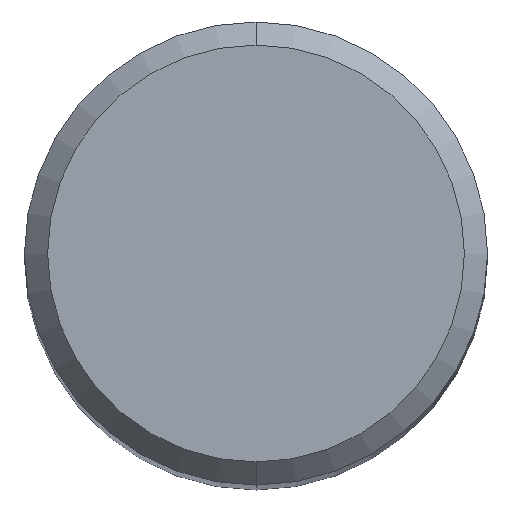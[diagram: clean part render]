
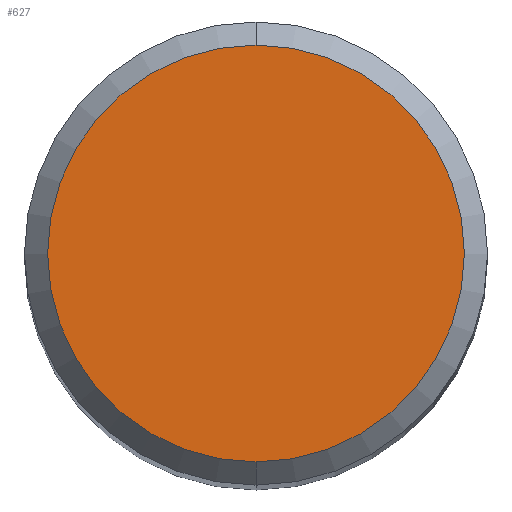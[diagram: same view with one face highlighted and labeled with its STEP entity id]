
A CAD part, top view. The second image highlights one B-rep face of the part: STEP entity #627.
In plain terms, the highlighted planar face has unit normal (0, 0, 1).
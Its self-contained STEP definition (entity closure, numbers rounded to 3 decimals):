
#445=VERTEX_POINT('',#1119);
#467=EDGE_CURVE('',#899,#445,#1145,.T.);
#579=EDGE_CURVE('',#445,#899,#1264,.T.);
#627=ADVANCED_FACE('',(#1316),#1317,.T.);
#899=VERTEX_POINT('',#1610);
#1119=CARTESIAN_POINT('',(0.0,3.6,0.0));
#1145=CIRCLE('',#4025,3.6);
#1264=CIRCLE('',#6354,3.6);
#1316=FACE_OUTER_BOUND('',#7670,.T.);
#1317=PLANE('',#7671);
#1610=CARTESIAN_POINT('',(0.,-3.6,0.0));
#4025=AXIS2_PLACEMENT_3D('',#15438,#15439,#15440);
#6354=AXIS2_PLACEMENT_3D('',#15541,#15542,#15543);
#7670=EDGE_LOOP('',(#15589,#15590));
#7671=AXIS2_PLACEMENT_3D('',#15591,#15592,#15593);
#15438=CARTESIAN_POINT('',(0.0,0.0,0.0));
#15439=DIRECTION('',(0.0,0.0,-1.0));
#15440=DIRECTION('',(0.0,1.0,0.0));
#15541=CARTESIAN_POINT('',(0.0,0.0,0.0));
#15542=DIRECTION('',(0.0,0.0,-1.0));
#15543=DIRECTION('',(0.0,1.0,0.0));
#15589=ORIENTED_EDGE('',*,*,#579,.F.);
#15590=ORIENTED_EDGE('',*,*,#467,.F.);
#15591=CARTESIAN_POINT('',(0.0,1.8,0.0));
#15592=DIRECTION('',(-0.0,0.0,1.0));
#15593=DIRECTION('',(0.0,-1.0,0.0));
